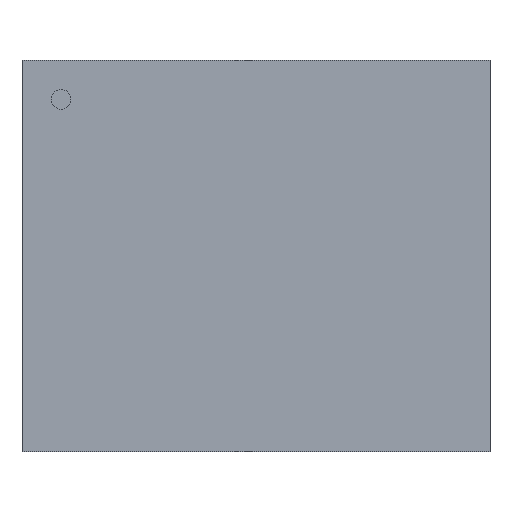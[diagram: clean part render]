
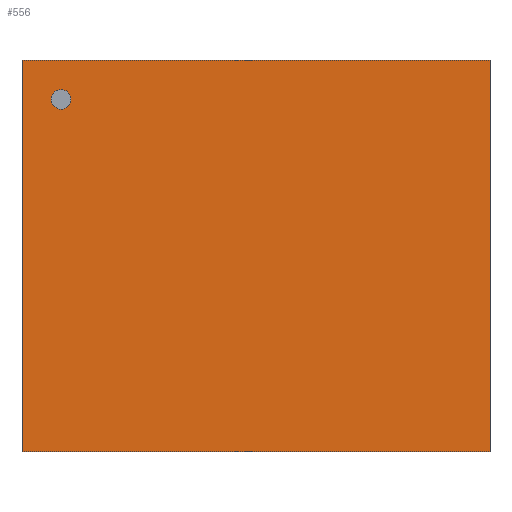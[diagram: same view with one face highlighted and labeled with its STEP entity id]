
A CAD part, top view. The second image highlights one B-rep face of the part: STEP entity #556.
In plain terms, the highlighted planar face has unit normal (0, 0, 1).
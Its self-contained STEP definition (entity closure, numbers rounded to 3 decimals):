
#332=CARTESIAN_POINT('',(1.549,-1.295,0.61));
#331=VERTEX_POINT('',#332);
#342=CARTESIAN_POINT('',(-1.549,-1.295,0.61));
#341=VERTEX_POINT('',#342);
#340=EDGE_CURVE('',#341,#331,#345,.T.);
#345=LINE('',#342,#347);
#347=VECTOR('',#348,3.099);
#348=DIRECTION('',(1.0,0.0,0.0));
#381=CARTESIAN_POINT('',(1.549,1.295,0.61));
#380=VERTEX_POINT('',#381);
#389=EDGE_CURVE('',#331,#380,#394,.T.);
#394=LINE('',#332,#396);
#396=VECTOR('',#397,2.591);
#397=DIRECTION('',(0.0,1.0,0.0));
#430=CARTESIAN_POINT('',(-1.549,1.295,0.61));
#429=VERTEX_POINT('',#430);
#438=EDGE_CURVE('',#380,#429,#443,.T.);
#443=LINE('',#381,#445);
#445=VECTOR('',#446,3.099);
#446=DIRECTION('',(-1.0,0.0,0.0));
#487=EDGE_CURVE('',#429,#341,#492,.T.);
#492=LINE('',#430,#494);
#494=VECTOR('',#495,2.591);
#495=DIRECTION('',(0.0,-1.0,0.0));
#556=ADVANCED_FACE('',(#562),#557,.T.);
#557=PLANE('',#558);
#558=AXIS2_PLACEMENT_3D('',#559,#560,#561);
#559=CARTESIAN_POINT('',(-1.549,-1.295,0.61));
#560=DIRECTION('',(0.0,0.0,1.0));
#561=DIRECTION('',(0.,1.,0.));
#562=FACE_OUTER_BOUND('',#563,.T.);
#563=EDGE_LOOP('',(#564,#574,#584,#594));
#564=ORIENTED_EDGE('',*,*,#340,.T.);
#574=ORIENTED_EDGE('',*,*,#389,.T.);
#584=ORIENTED_EDGE('',*,*,#438,.T.);
#594=ORIENTED_EDGE('',*,*,#487,.T.);
